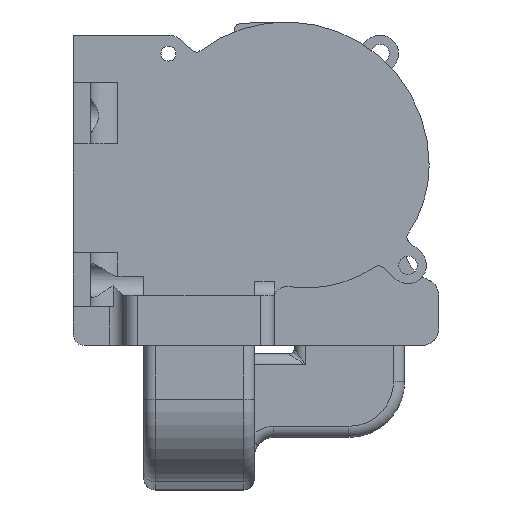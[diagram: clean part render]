
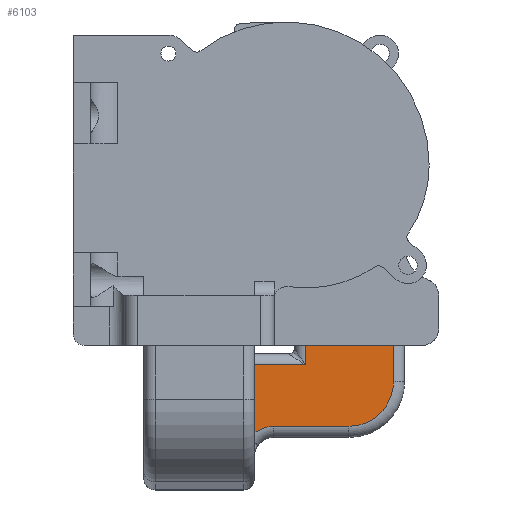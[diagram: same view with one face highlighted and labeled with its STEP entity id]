
A CAD part, left-side view. The second image highlights one B-rep face of the part: STEP entity #6103.
In plain terms, the highlighted planar face has unit normal (-1, 0, 0).
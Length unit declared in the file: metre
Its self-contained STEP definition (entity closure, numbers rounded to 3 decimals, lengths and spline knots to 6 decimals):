
#237=CIRCLE('',#6634,0.008);
#238=CIRCLE('',#6635,0.0055);
#239=CIRCLE('',#6636,0.008);
#608=B_SPLINE_CURVE_WITH_KNOTS('',3,(#9778,#9779,#9780,#9781),
 .UNSPECIFIED.,.F.,.F.,(4,4),(0.,0.000595),.UNSPECIFIED.);
#1251=ORIENTED_EDGE('',*,*,#2878,.T.);
#1252=ORIENTED_EDGE('',*,*,#2879,.T.);
#1253=ORIENTED_EDGE('',*,*,#2840,.T.);
#1254=ORIENTED_EDGE('',*,*,#2880,.T.);
#1255=ORIENTED_EDGE('',*,*,#2881,.T.);
#1256=ORIENTED_EDGE('',*,*,#2882,.T.);
#1257=ORIENTED_EDGE('',*,*,#2883,.T.);
#1258=ORIENTED_EDGE('',*,*,#2884,.T.);
#1259=ORIENTED_EDGE('',*,*,#2861,.T.);
#1260=ORIENTED_EDGE('',*,*,#2885,.T.);
#1261=ORIENTED_EDGE('',*,*,#2886,.T.);
#2840=EDGE_CURVE('',#3679,#3681,#4232,.T.);
#2861=EDGE_CURVE('',#3695,#3694,#4247,.T.);
#2878=EDGE_CURVE('',#3710,#3711,#237,.F.);
#2879=EDGE_CURVE('',#3711,#3679,#4257,.T.);
#2880=EDGE_CURVE('',#3681,#3712,#608,.T.);
#2881=EDGE_CURVE('',#3712,#3713,#238,.T.);
#2882=EDGE_CURVE('',#3713,#3714,#4258,.F.);
#2883=EDGE_CURVE('',#3714,#3715,#239,.F.);
#2884=EDGE_CURVE('',#3715,#3695,#4259,.T.);
#2885=EDGE_CURVE('',#3694,#3716,#4260,.F.);
#2886=EDGE_CURVE('',#3716,#3710,#4261,.F.);
#3679=VERTEX_POINT('',#9685);
#3681=VERTEX_POINT('',#9692);
#3694=VERTEX_POINT('',#9739);
#3695=VERTEX_POINT('',#9741);
#3710=VERTEX_POINT('',#9775);
#3711=VERTEX_POINT('',#9776);
#3712=VERTEX_POINT('',#9782);
#3713=VERTEX_POINT('',#9784);
#3714=VERTEX_POINT('',#9786);
#3715=VERTEX_POINT('',#9788);
#3716=VERTEX_POINT('',#9791);
#4232=LINE('',#9693,#4744);
#4247=LINE('',#9740,#4759);
#4257=LINE('',#9777,#4769);
#4258=LINE('',#9785,#4770);
#4259=LINE('',#9789,#4771);
#4260=LINE('',#9790,#4772);
#4261=LINE('',#9792,#4773);
#4744=VECTOR('',#7681,1.);
#4759=VECTOR('',#7710,1.);
#4769=VECTOR('',#7740,1.);
#4770=VECTOR('',#7743,1.);
#4771=VECTOR('',#7746,1.);
#4772=VECTOR('',#7747,1.);
#4773=VECTOR('',#7748,1.);
#5203=EDGE_LOOP('',(#1251,#1252,#1253,#1254,#1255,#1256,#1257,#1258,#1259,
#1260,#1261));
#5584=FACE_BOUND('',#5203,.T.);
#5901=PLANE('',#6633);
#6103=ADVANCED_FACE('',(#5584),#5901,.F.);
#6633=AXIS2_PLACEMENT_3D('',#9773,#7736,#7737);
#6634=AXIS2_PLACEMENT_3D('',#9774,#7738,#7739);
#6635=AXIS2_PLACEMENT_3D('',#9783,#7741,#7742);
#6636=AXIS2_PLACEMENT_3D('',#9787,#7744,#7745);
#7681=DIRECTION('',(0.,-1.,0.));
#7710=DIRECTION('',(0.,1.,0.));
#7736=DIRECTION('',(1.,0.,0.));
#7737=DIRECTION('',(0.,0.,-1.));
#7738=DIRECTION('',(1.,0.,0.));
#7739=DIRECTION('',(0.,0.,-1.));
#7740=DIRECTION('',(0.,0.,-1.));
#7741=DIRECTION('',(1.,0.,0.));
#7742=DIRECTION('',(0.,0.,-1.));
#7743=DIRECTION('',(0.,1.,0.));
#7744=DIRECTION('',(1.,0.,0.));
#7745=DIRECTION('',(0.,0.,-1.));
#7746=DIRECTION('',(0.,0.,1.));
#7747=DIRECTION('',(0.,0.,1.));
#7748=DIRECTION('',(0.,-1.,0.));
#9685=CARTESIAN_POINT('',(-0.0853,-0.0171,-0.0396));
#9692=CARTESIAN_POINT('',(-0.0853,-0.033463,-0.0396));
#9693=CARTESIAN_POINT('',(-0.0853,-0.015098,-0.0396));
#9739=CARTESIAN_POINT('',(-0.0853,-0.0441,-0.0156));
#9740=CARTESIAN_POINT('',(-0.0853,-0.052,-0.0156));
#9741=CARTESIAN_POINT('',(-0.0853,-0.0599,-0.0156));
#9773=CARTESIAN_POINT('',(-0.0853,-0.052,-0.0396));
#9774=CARTESIAN_POINT('',(-0.0853,-0.0251,-0.0346));
#9775=CARTESIAN_POINT('',(-0.0853,-0.0251,-0.0266));
#9776=CARTESIAN_POINT('',(-0.0853,-0.0171,-0.0346));
#9777=CARTESIAN_POINT('',(-0.0853,-0.0171,-0.0396));
#9778=CARTESIAN_POINT('',(-0.0853,-0.033463,-0.0396));
#9779=CARTESIAN_POINT('',(-0.0853,-0.033664,-0.0396));
#9780=CARTESIAN_POINT('',(-0.0853,-0.033863,-0.039649));
#9781=CARTESIAN_POINT('',(-0.0853,-0.034033,-0.039757));
#9782=CARTESIAN_POINT('',(-0.0853,-0.034033,-0.039757));
#9783=CARTESIAN_POINT('',(-0.0853,-0.0384,-0.0431));
#9784=CARTESIAN_POINT('',(-0.0853,-0.0384,-0.0376));
#9785=CARTESIAN_POINT('',(-0.0853,-0.0519,-0.0376));
#9786=CARTESIAN_POINT('',(-0.0853,-0.0519,-0.0376));
#9787=CARTESIAN_POINT('',(-0.0853,-0.0519,-0.0296));
#9788=CARTESIAN_POINT('',(-0.0853,-0.0599,-0.0296));
#9789=CARTESIAN_POINT('',(-0.0853,-0.0599,-0.0156));
#9790=CARTESIAN_POINT('',(-0.0853,-0.0441,-0.0396));
#9791=CARTESIAN_POINT('',(-0.0853,-0.0441,-0.0266));
#9792=CARTESIAN_POINT('',(-0.0853,-0.0251,-0.0266));
